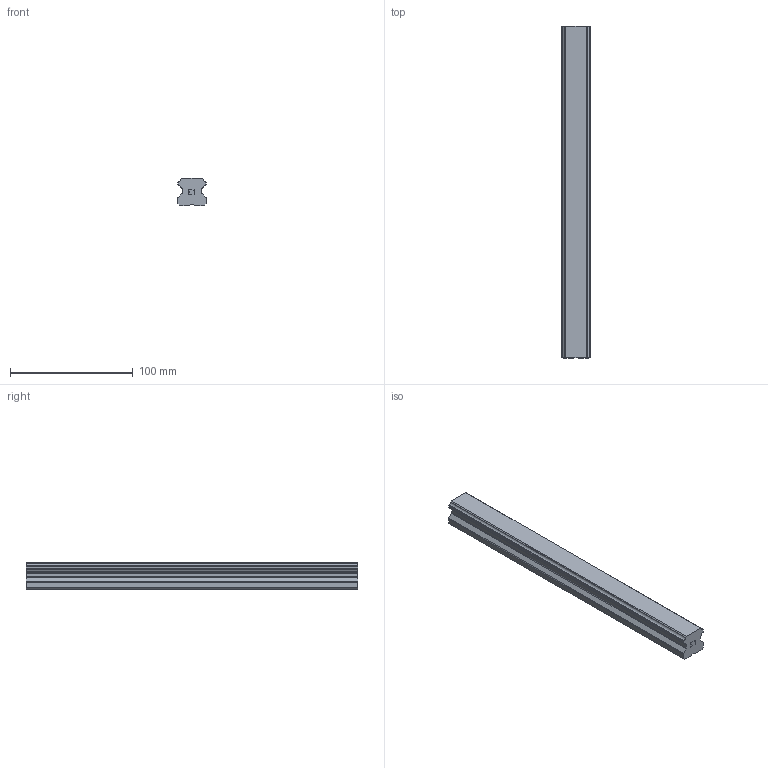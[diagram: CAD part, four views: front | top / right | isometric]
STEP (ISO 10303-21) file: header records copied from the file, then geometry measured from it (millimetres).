
FILE_DESCRIPTION(('STEP AP214'),'1');
FILE_NAME('cctmp_AD4917F3-A9E2-4045-B104-9B2F8B50B767_2021_01_25_11_16_49_0311..stp','2021-01-25T10:16:49',('HIWIN GmbH'),('CADClick - www.CADClick.com'),'Spatial InterOp 3D',' ','unknown authorization');
FILE_SCHEMA(('AUTOMOTIVE_DESIGN'));
Length unit declared in the file: millimetre
Products named in the file (1): HGR25T270C_FILE
Bounding box: 23 x 270 x 22 mm (x, y, z)
Volume: 116606.2 mm3; surface area: 26527.5 mm2
Topology: 1 solids, 1 shells, 146 faces, 425 edges, 275 vertices
Faces by surface type: plane 104, cylinder 32, cone 10
Entity records: 5935 total; most frequent: CARTESIAN_POINT 837, ORIENTED_EDGE 830, DIRECTION 813, EDGE_CURVE 415, LINE 311, VECTOR 311, VERTEX_POINT 275, AXIS2_PLACEMENT_3D 251
